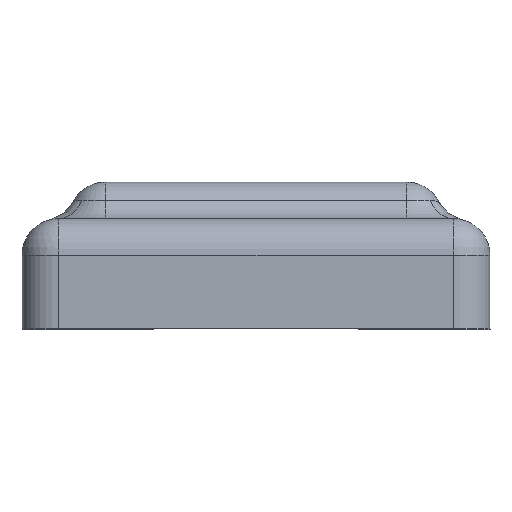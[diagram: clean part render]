
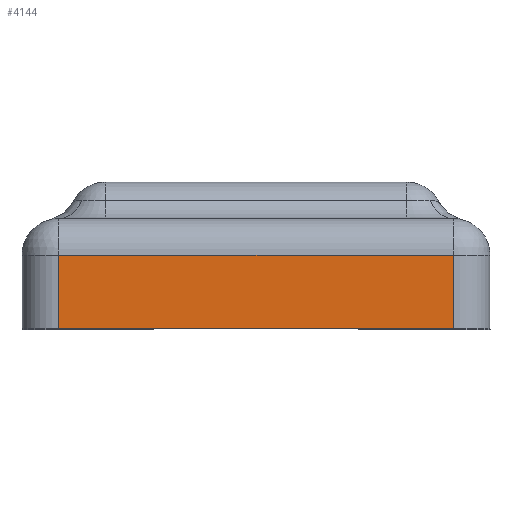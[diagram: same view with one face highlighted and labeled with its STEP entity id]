
A CAD part, left-side view. The second image highlights one B-rep face of the part: STEP entity #4144.
In plain terms, the highlighted planar face has unit normal (-1, 0, 0).
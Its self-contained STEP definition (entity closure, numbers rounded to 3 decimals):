
#4144=ADVANCED_FACE('',(#7731),#7733,.T.);
#7731=FACE_BOUND('',#7732,.T.);
#7732=EDGE_LOOP('',(#10517,#10518,#10519,#10520,#10521,#10522));
#7733=PLANE('',#7734);
#7734=AXIS2_PLACEMENT_3D('',#7735,#7736,#7737);
#7735=CARTESIAN_POINT('',(-2.5,1.6,0.));
#7736=DIRECTION('',(-1.,0.,0.));
#7737=DIRECTION('',(0.,-1.,0.));
#10517=ORIENTED_EDGE('',*,*,#11915,.T.);
#10518=ORIENTED_EDGE('',*,*,#11946,.F.);
#10519=ORIENTED_EDGE('',*,*,#11947,.F.);
#10520=ORIENTED_EDGE('',*,*,#11938,.T.);
#10521=ORIENTED_EDGE('',*,*,#11948,.F.);
#10522=ORIENTED_EDGE('',*,*,#11949,.T.);
#11915=EDGE_CURVE('',#14126,#14123,#14127,.T.);
#11938=EDGE_CURVE('',#14164,#14162,#14165,.T.);
#11946=EDGE_CURVE('',#14176,#14123,#14178,.T.);
#11947=EDGE_CURVE('',#14164,#14176,#14179,.T.);
#11948=EDGE_CURVE('',#14180,#14162,#14181,.T.);
#11949=EDGE_CURVE('',#14180,#14126,#14182,.T.);
#14123=VERTEX_POINT('',#19090);
#14126=VERTEX_POINT('',#19099);
#14127=LINE('',#19100,#19101);
#14162=VERTEX_POINT('',#19184);
#14164=VERTEX_POINT('',#19188);
#14165=LINE('',#19189,#19190);
#14176=VERTEX_POINT('',#19214);
#14178=LINE('',#19219,#19220);
#14179=LINE('',#19222,#19223);
#14180=VERTEX_POINT('',#19225);
#14181=LINE('',#19226,#19227);
#14182=LINE('',#19229,#19230);
#19090=CARTESIAN_POINT('',(-2.5,1.35,0.5));
#19099=CARTESIAN_POINT('',(-2.5,-1.35,0.5));
#19100=CARTESIAN_POINT('',(-2.5,-1.35,0.5));
#19101=VECTOR('',#19102,1.);
#19102=DIRECTION('',(0.,1.,0.));
#19184=CARTESIAN_POINT('',(-2.5,-0.7,0.));
#19188=CARTESIAN_POINT('',(-2.5,0.7,0.));
#19189=CARTESIAN_POINT('',(-2.5,0.7,0.));
#19190=VECTOR('',#19191,1.);
#19191=DIRECTION('',(0.,-1.,0.));
#19214=CARTESIAN_POINT('',(-2.5,1.35,0.));
#19219=CARTESIAN_POINT('',(-2.5,1.35,0.));
#19220=VECTOR('',#19221,1.);
#19221=DIRECTION('',(0.,0.,1.));
#19222=CARTESIAN_POINT('',(-2.5,0.7,0.));
#19223=VECTOR('',#19224,1.);
#19224=DIRECTION('',(0.,1.,0.));
#19225=CARTESIAN_POINT('',(-2.5,-1.35,0.));
#19226=CARTESIAN_POINT('',(-2.5,-1.35,0.));
#19227=VECTOR('',#19228,1.);
#19228=DIRECTION('',(0.,1.,0.));
#19229=CARTESIAN_POINT('',(-2.5,-1.35,0.));
#19230=VECTOR('',#19231,1.);
#19231=DIRECTION('',(0.,0.,1.));
